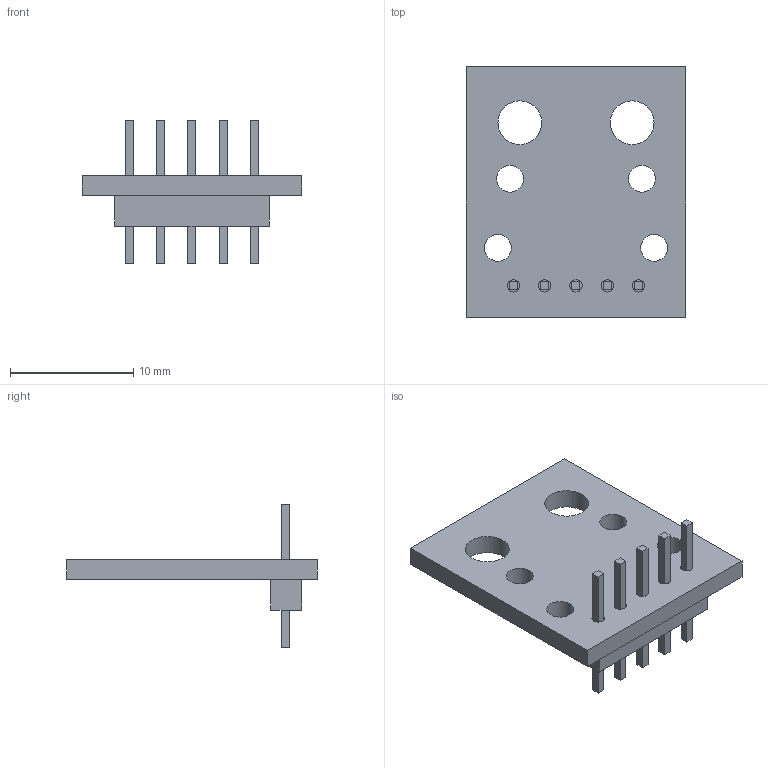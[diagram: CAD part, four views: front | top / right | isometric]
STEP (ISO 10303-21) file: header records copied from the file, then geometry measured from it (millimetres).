
FILE_DESCRIPTION(('FreeCAD Model'),'2;1');
FILE_NAME('ACS711EX.step', '2020-12-30T20:45:55',('Author'),(''), 'Open CASCADE STEP processor 7.3','FreeCAD','Unknown');
FILE_SCHEMA(('AUTOMOTIVE_DESIGN { 1 0 10303 214 1 1 1 1 }'));
Length unit declared in the file: millimetre
Products named in the file (7): Body; Header003; Header001; Header002; Header000; Header004; HeaderPlastic
Bounding box: 17.78 x 20.32 x 11.54 mm (x, y, z)
Volume: 618.5 mm3; surface area: 1163.5 mm2
Topology: 7 solids, 7 shells, 53 faces, 117 edges, 78 vertices
Faces by surface type: plane 42, cylinder 11
Full cylindrical faces by diameter (mm): 1 x5, 2.184 x4, 3.556 x2
Entity records: 3215 total; most frequent: CARTESIAN_POINT 615, DIRECTION 459, LINE 307, VECTOR 307, ORIENTED_EDGE 234, PCURVE 234, DEFINITIONAL_REPRESENTATION 234, EDGE_CURVE 117
